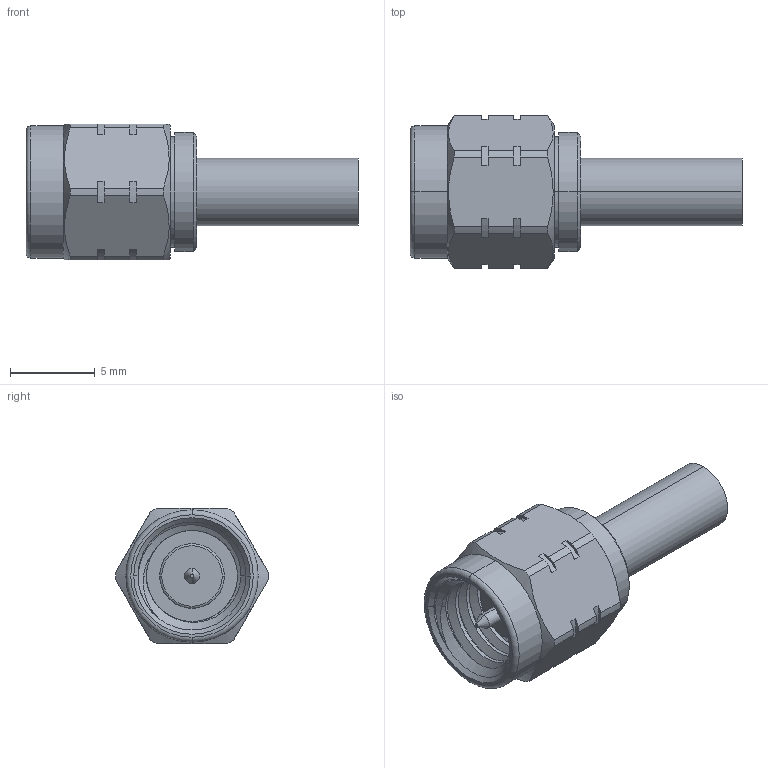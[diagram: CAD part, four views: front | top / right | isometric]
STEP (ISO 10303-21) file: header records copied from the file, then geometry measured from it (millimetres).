
FILE_DESCRIPTION (( 'STEP AP214' ), '1' );
FILE_NAME ('LCCN45964_3D.step', '2023-07-28T17:41:57', ( '' ), ( '' ), 'SwSTEP 2.0', 'SolidWorks 2022', '' );
FILE_SCHEMA (( 'AUTOMOTIVE_DESIGN' ));
Length unit declared in the file: millimetre
Products named in the file (4): Contact^LCCN45964; Body^LCCN45964; LCCN45964_3D; Ferrule^LCCN45964
Assembly tree (3 placements, depth 2):
  LCCN45964_3D
    Body^LCCN45964
    Contact^LCCN45964
    Ferrule^LCCN45964
Bounding box: 19.55 x 8.99 x 8 mm (x, y, z)
Volume: 453.7 mm3; surface area: 890.7 mm2
Topology: 3 solids, 3 shells, 144 faces, 374 edges, 239 vertices
Faces by surface type: cylinder 75, plane 44, cone 14, bspline 7, torus 4
Entity records: 6782 total; most frequent: CARTESIAN_POINT 3191, ORIENTED_EDGE 744, DIRECTION 714, EDGE_CURVE 372, AXIS2_PLACEMENT_3D 273, VERTEX_POINT 239, LINE 168, VECTOR 168
